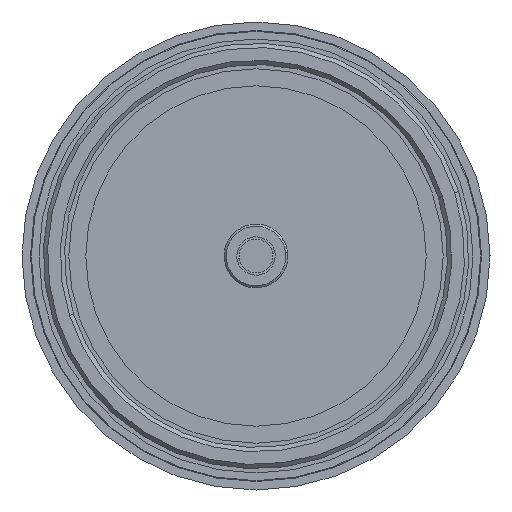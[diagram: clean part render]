
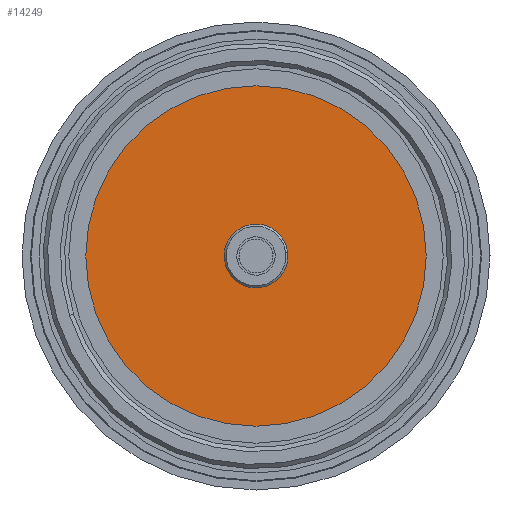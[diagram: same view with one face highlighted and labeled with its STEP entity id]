
A CAD part, front view. The second image highlights one B-rep face of the part: STEP entity #14249.
In plain terms, the highlighted face is planar.
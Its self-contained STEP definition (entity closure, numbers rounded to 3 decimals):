
#143 = CARTESIAN_POINT ( 'NONE',  ( 0., 0., 3. ) ) ;
#285 = DIRECTION ( 'NONE',  ( 0., 0., 1. ) ) ;
#541 = CIRCLE ( 'NONE', #17628, 40. ) ;
#721 = CIRCLE ( 'NONE', #9538, 5.25 ) ;
#1589 = ORIENTED_EDGE ( 'NONE', *, *, #9863, .F. ) ;
#1798 = DIRECTION ( 'NONE',  ( 1., 0., 0. ) ) ;
#1859 = DIRECTION ( 'NONE',  ( 0., 0., 1. ) ) ;
#1940 = DIRECTION ( 'NONE',  ( 1., 0., 0. ) ) ;
#3899 = EDGE_CURVE ( 'NONE', #21040, #20259, #541, .T. ) ;
#4153 = ORIENTED_EDGE ( 'NONE', *, *, #11670, .T. ) ;
#4247 = AXIS2_PLACEMENT_3D ( 'NONE', #19113, #285, #1940 ) ;
#5074 = DIRECTION ( 'NONE',  ( 0., 0., 1. ) ) ;
#6620 = CIRCLE ( 'NONE', #10155, 40. ) ;
#7718 = ORIENTED_EDGE ( 'NONE', *, *, #10423, .F. ) ;
#8441 = CARTESIAN_POINT ( 'NONE',  ( -40., 0., 3. ) ) ;
#8938 = CARTESIAN_POINT ( 'NONE',  ( 5.25, 0., 3. ) ) ;
#9538 = AXIS2_PLACEMENT_3D ( 'NONE', #20457, #22160, #11865 ) ;
#9863 = EDGE_CURVE ( 'NONE', #17769, #20581, #16651, .T. ) ;
#10155 = AXIS2_PLACEMENT_3D ( 'NONE', #143, #1859, #13919 ) ;
#10423 = EDGE_CURVE ( 'NONE', #20581, #17769, #721, .T. ) ;
#10543 = ORIENTED_EDGE ( 'NONE', *, *, #3899, .T. ) ;
#10850 = DIRECTION ( 'NONE',  ( 1., 0., 0. ) ) ;
#11573 = CARTESIAN_POINT ( 'NONE',  ( -5.25, 0., 3. ) ) ;
#11670 = EDGE_CURVE ( 'NONE', #20259, #21040, #6620, .T. ) ;
#11847 = EDGE_LOOP ( 'NONE', ( #7718, #1589 ) ) ;
#11865 = DIRECTION ( 'NONE',  ( 1., 0., 0. ) ) ;
#11884 = CARTESIAN_POINT ( 'NONE',  ( 0., 0., 3. ) ) ;
#12441 = EDGE_LOOP ( 'NONE', ( #4153, #10543 ) ) ;
#12511 = CARTESIAN_POINT ( 'NONE',  ( 0., 0., 3. ) ) ;
#13919 = DIRECTION ( 'NONE',  ( 1., 0., 0. ) ) ;
#14249 = ADVANCED_FACE ( 'NONE', ( #14627, #19488 ), #20611, .T. ) ;
#14627 = FACE_OUTER_BOUND ( 'NONE', #12441, .T. ) ;
#16651 = CIRCLE ( 'NONE', #4247, 5.25 ) ;
#17628 = AXIS2_PLACEMENT_3D ( 'NONE', #12511, #21238, #10850 ) ;
#17769 = VERTEX_POINT ( 'NONE', #8938 ) ;
#19113 = CARTESIAN_POINT ( 'NONE',  ( 0., 0., 3. ) ) ;
#19488 = FACE_BOUND ( 'NONE', #11847, .T. ) ;
#20145 = CARTESIAN_POINT ( 'NONE',  ( 40., 0., 3. ) ) ;
#20259 = VERTEX_POINT ( 'NONE', #8441 ) ;
#20457 = CARTESIAN_POINT ( 'NONE',  ( 0., 0., 3. ) ) ;
#20581 = VERTEX_POINT ( 'NONE', #11573 ) ;
#20611 = PLANE ( 'NONE',  #21207 ) ;
#21040 = VERTEX_POINT ( 'NONE', #20145 ) ;
#21207 = AXIS2_PLACEMENT_3D ( 'NONE', #11884, #5074, #1798 ) ;
#21238 = DIRECTION ( 'NONE',  ( 0., 0., 1. ) ) ;
#22160 = DIRECTION ( 'NONE',  ( 0., 0., 1. ) ) ;
